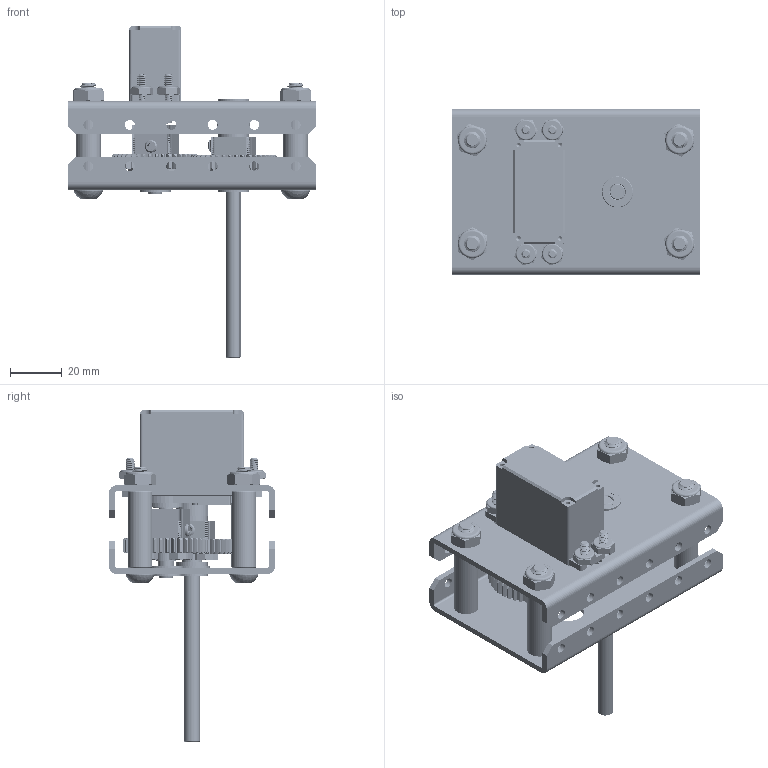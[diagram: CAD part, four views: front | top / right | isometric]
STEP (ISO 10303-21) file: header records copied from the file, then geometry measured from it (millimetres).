
FILE_DESCRIPTION (( 'STEP AP214' ), '1' );
FILE_NAME ('am-3907 PicoBox Super Servo.STEP', '2021-10-28T14:19:44', ( '' ), ( '' ), 'SwSTEP 2.0', 'SolidWorks 2021', '' );
FILE_SCHEMA (( 'AUTOMOTIVE_DESIGN' ));
Length unit declared in the file: millimetre
Products named in the file (23): Hitec Servo_2; 91585A648_METRIC 18-8 STAINLESS STEEL DOWEL PIN_91585A648; 14-20 x 1.625 BHCS_92949A837; 90965A170_TYPE 316 STAINLESS STEEL FLAT WASHER_90965A170; 6-32 Nylock Jam Nut_90633A007; PicoBox Servo Shaft Assembly; PicoBox Spacer; ip-3668 Servo Nub; am-3673 PicoBox Servo Motor Plate; am-3443 6mmD Single Boss Nub; am-3672 PicoBox Servo Shaft Plate; 10-32 x 0.25 Set Screw Cup Point; am-3907 PicoBox Super Servo; 10-32 x 0.25 Set Screw CP_91375A438; 40T 32DP 20PA With 6mm Bore Nub Gear; 6mm D-Shaft 100mm; 6-32 x 0500 HHCS_93075A148; 14-20 NyLock thin - Mcm 90566A029_90566A029; 6mm x 12mm Flanged -Mcm 7804K142_7804K142; 93075A148_ZINC-PLATED STEEL HEX HEAD MACHINE SCREW_93075A148; PicoBox Center Axle spacer; am-3443a 6mmD Single Boss Nub; am-3668 Servo Nub
Assembly tree (48 placements, depth 4):
  am-3907 PicoBox Super Servo
    am-3673 PicoBox Servo Motor Plate
    PicoBox Servo Shaft Assembly
      6mm D-Shaft 100mm
      6mm x 12mm Flanged -Mcm 7804K142_7804K142  x2
      PicoBox Center Axle spacer
      40T 32DP 20PA With 6mm Bore Nub Gear
      am-3443a 6mmD Single Boss Nub
        am-3443 6mmD Single Boss Nub
        10-32 x 0.25 Set Screw CP_91375A438
      90965A170_TYPE 316 STAINLESS STEEL FLAT WASHER_90965A170  x2
      6-32 x 0500 HHCS_93075A148  x4
    am-3668 Servo Nub
      ip-3668 Servo Nub
      10-32 x 0.25 Set Screw Cup Point
    6mm x 12mm Flanged -Mcm 7804K142_7804K142
    40T 32DP 20PA With 6mm Bore Nub Gear
    91585A648_METRIC 18-8 STAINLESS STEEL DOWEL PIN_91585A648
    Hitec Servo_2
    PicoBox Spacer  x4
    am-3672 PicoBox Servo Shaft Plate
    14-20 x 1.625 BHCS_92949A837  x4
    14-20 NyLock thin - Mcm 90566A029_90566A029  x4
    6-32 x 0500 HHCS_93075A148  x4
    6-32 Nylock Jam Nut_90633A007  x4
    93075A148_ZINC-PLATED STEEL HEX HEAD MACHINE SCREW_93075A148  x4
Bounding box: 96 x 64 x 128.09 mm (x, y, z)
Volume: 91366.6 mm3; surface area: 74929.2 mm2
Topology: 102 solids, 102 shells, 3011 faces, 7840 edges, 5022 vertices
Faces by surface type: cylinder 1547, cone 690, plane 577, sphere 80, torus 66, bspline 51
Entity records: 54828 total; most frequent: CARTESIAN_POINT 21603, ORIENTED_EDGE 6772, DIRECTION 6718, EDGE_CURVE 3386, AXIS2_PLACEMENT_3D 2645, VERTEX_POINT 2193, EDGE_LOOP 1447, VECTOR 1428
